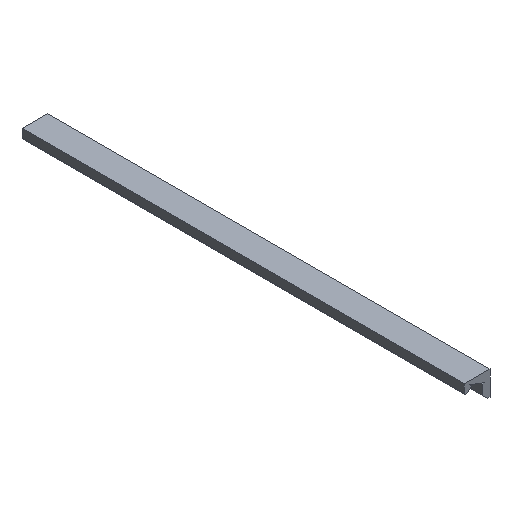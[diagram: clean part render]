
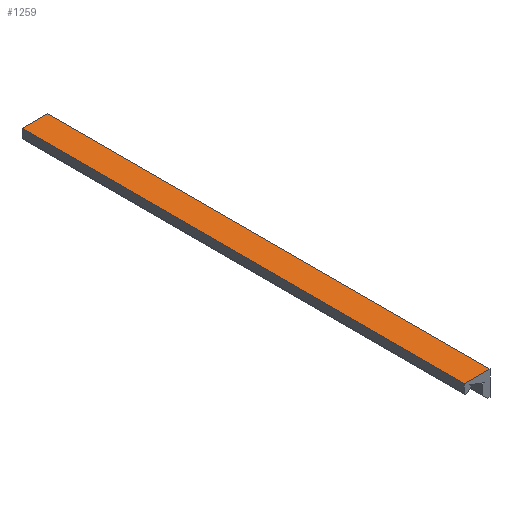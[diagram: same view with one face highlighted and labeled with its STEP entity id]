
A CAD part, isometric view. The second image highlights one B-rep face of the part: STEP entity #1259.
In plain terms, the highlighted planar face has unit normal (0, 0, 1).
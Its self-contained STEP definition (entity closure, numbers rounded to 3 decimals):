
#72 = PLANE('',#73);
#73 = AXIS2_PLACEMENT_3D('',#74,#75,#76);
#74 = CARTESIAN_POINT('',(12.196,-300.,14.39));
#75 = DIRECTION('',(0.,1.,0.));
#76 = DIRECTION('',(0.,0.,1.));
#126 = PLANE('',#127);
#127 = AXIS2_PLACEMENT_3D('',#128,#129,#130);
#128 = CARTESIAN_POINT('',(12.196,0.,
    14.39));
#129 = DIRECTION('',(0.,1.,0.));
#130 = DIRECTION('',(0.,0.,1.));
#297 = PLANE('',#298);
#298 = AXIS2_PLACEMENT_3D('',#299,#300,#301);
#299 = CARTESIAN_POINT('',(19.435,0.,3.5));
#300 = DIRECTION('',(-1.,0.,0.));
#301 = DIRECTION('',(0.,0.,1.));
#358 = VERTEX_POINT('',#359);
#359 = CARTESIAN_POINT('',(19.435,0.,20.));
#380 = EDGE_CURVE('',#358,#381,#383,.T.);
#381 = VERTEX_POINT('',#382);
#382 = CARTESIAN_POINT('',(2.059,0.,20.));
#383 = SURFACE_CURVE('',#384,(#388,#395),.PCURVE_S1.);
#384 = LINE('',#385,#386);
#385 = CARTESIAN_POINT('',(19.435,0.,20.));
#386 = VECTOR('',#387,1.);
#387 = DIRECTION('',(-1.,0.,0.));
#388 = PCURVE('',#126,#389);
#389 = DEFINITIONAL_REPRESENTATION('',(#390),#394);
#390 = LINE('',#391,#392);
#391 = CARTESIAN_POINT('',(5.61,7.239));
#392 = VECTOR('',#393,1.);
#393 = DIRECTION('',(0.,-1.));
#394 = ( GEOMETRIC_REPRESENTATION_CONTEXT(2) 
PARAMETRIC_REPRESENTATION_CONTEXT() REPRESENTATION_CONTEXT('2D SPACE',''
  ) );
#395 = PCURVE('',#396,#401);
#396 = PLANE('',#397);
#397 = AXIS2_PLACEMENT_3D('',#398,#399,#400);
#398 = CARTESIAN_POINT('',(19.435,0.,20.));
#399 = DIRECTION('',(0.,0.,-1.));
#400 = DIRECTION('',(-1.,0.,0.));
#401 = DEFINITIONAL_REPRESENTATION('',(#402),#406);
#402 = LINE('',#403,#404);
#403 = CARTESIAN_POINT('',(0.,0.));
#404 = VECTOR('',#405,1.);
#405 = DIRECTION('',(1.,0.));
#406 = ( GEOMETRIC_REPRESENTATION_CONTEXT(2) 
PARAMETRIC_REPRESENTATION_CONTEXT() REPRESENTATION_CONTEXT('2D SPACE',''
  ) );
#424 = PLANE('',#425);
#425 = AXIS2_PLACEMENT_3D('',#426,#427,#428);
#426 = CARTESIAN_POINT('',(2.059,0.,
    14.226));
#427 = DIRECTION('',(-1.,0.,0.));
#428 = DIRECTION('',(0.,0.,1.));
#632 = VERTEX_POINT('',#633);
#633 = CARTESIAN_POINT('',(19.435,-300.,20.));
#654 = EDGE_CURVE('',#632,#655,#657,.T.);
#655 = VERTEX_POINT('',#656);
#656 = CARTESIAN_POINT('',(2.059,-300.,20.));
#657 = SURFACE_CURVE('',#658,(#662,#669),.PCURVE_S1.);
#658 = LINE('',#659,#660);
#659 = CARTESIAN_POINT('',(19.435,-300.,20.));
#660 = VECTOR('',#661,1.);
#661 = DIRECTION('',(-1.,0.,0.));
#662 = PCURVE('',#72,#663);
#663 = DEFINITIONAL_REPRESENTATION('',(#664),#668);
#664 = LINE('',#665,#666);
#665 = CARTESIAN_POINT('',(5.61,7.239));
#666 = VECTOR('',#667,1.);
#667 = DIRECTION('',(0.,-1.));
#668 = ( GEOMETRIC_REPRESENTATION_CONTEXT(2) 
PARAMETRIC_REPRESENTATION_CONTEXT() REPRESENTATION_CONTEXT('2D SPACE',''
  ) );
#669 = PCURVE('',#396,#670);
#670 = DEFINITIONAL_REPRESENTATION('',(#671),#675);
#671 = LINE('',#672,#673);
#672 = CARTESIAN_POINT('',(0.,-300.));
#673 = VECTOR('',#674,1.);
#674 = DIRECTION('',(1.,0.));
#675 = ( GEOMETRIC_REPRESENTATION_CONTEXT(2) 
PARAMETRIC_REPRESENTATION_CONTEXT() REPRESENTATION_CONTEXT('2D SPACE',''
  ) );
#1010 = EDGE_CURVE('',#358,#632,#1011,.T.);
#1011 = SURFACE_CURVE('',#1012,(#1016,#1023),.PCURVE_S1.);
#1012 = LINE('',#1013,#1014);
#1013 = CARTESIAN_POINT('',(19.435,0.,20.));
#1014 = VECTOR('',#1015,1.);
#1015 = DIRECTION('',(0.,-1.,0.));
#1016 = PCURVE('',#297,#1017);
#1017 = DEFINITIONAL_REPRESENTATION('',(#1018),#1022);
#1018 = LINE('',#1019,#1020);
#1019 = CARTESIAN_POINT('',(16.5,0.));
#1020 = VECTOR('',#1021,1.);
#1021 = DIRECTION('',(0.,-1.));
#1022 = ( GEOMETRIC_REPRESENTATION_CONTEXT(2) 
PARAMETRIC_REPRESENTATION_CONTEXT() REPRESENTATION_CONTEXT('2D SPACE',''
  ) );
#1023 = PCURVE('',#396,#1024);
#1024 = DEFINITIONAL_REPRESENTATION('',(#1025),#1029);
#1025 = LINE('',#1026,#1027);
#1026 = CARTESIAN_POINT('',(0.,0.));
#1027 = VECTOR('',#1028,1.);
#1028 = DIRECTION('',(0.,-1.));
#1029 = ( GEOMETRIC_REPRESENTATION_CONTEXT(2) 
PARAMETRIC_REPRESENTATION_CONTEXT() REPRESENTATION_CONTEXT('2D SPACE',''
  ) );
#1259 = ADVANCED_FACE('',(#1260),#396,.F.);
#1260 = FACE_BOUND('',#1261,.F.);
#1261 = EDGE_LOOP('',(#1262,#1263,#1264,#1285));
#1262 = ORIENTED_EDGE('',*,*,#1010,.T.);
#1263 = ORIENTED_EDGE('',*,*,#654,.T.);
#1264 = ORIENTED_EDGE('',*,*,#1265,.F.);
#1265 = EDGE_CURVE('',#381,#655,#1266,.T.);
#1266 = SURFACE_CURVE('',#1267,(#1271,#1278),.PCURVE_S1.);
#1267 = LINE('',#1268,#1269);
#1268 = CARTESIAN_POINT('',(2.059,0.,20.));
#1269 = VECTOR('',#1270,1.);
#1270 = DIRECTION('',(0.,-1.,0.));
#1271 = PCURVE('',#396,#1272);
#1272 = DEFINITIONAL_REPRESENTATION('',(#1273),#1277);
#1273 = LINE('',#1274,#1275);
#1274 = CARTESIAN_POINT('',(17.376,0.));
#1275 = VECTOR('',#1276,1.);
#1276 = DIRECTION('',(0.,-1.));
#1277 = ( GEOMETRIC_REPRESENTATION_CONTEXT(2) 
PARAMETRIC_REPRESENTATION_CONTEXT() REPRESENTATION_CONTEXT('2D SPACE',''
  ) );
#1278 = PCURVE('',#424,#1279);
#1279 = DEFINITIONAL_REPRESENTATION('',(#1280),#1284);
#1280 = LINE('',#1281,#1282);
#1281 = CARTESIAN_POINT('',(5.774,0.));
#1282 = VECTOR('',#1283,1.);
#1283 = DIRECTION('',(0.,-1.));
#1284 = ( GEOMETRIC_REPRESENTATION_CONTEXT(2) 
PARAMETRIC_REPRESENTATION_CONTEXT() REPRESENTATION_CONTEXT('2D SPACE',''
  ) );
#1285 = ORIENTED_EDGE('',*,*,#380,.F.);
